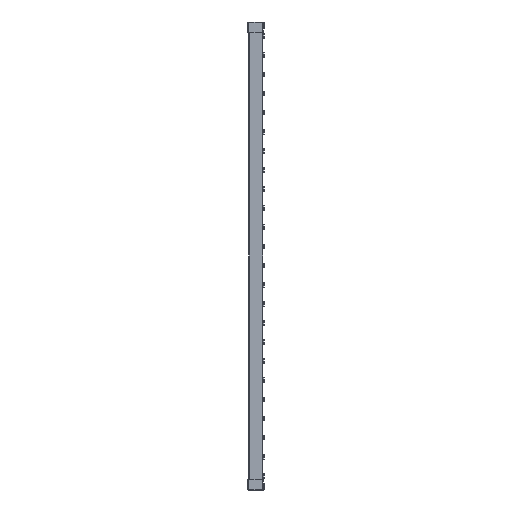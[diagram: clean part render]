
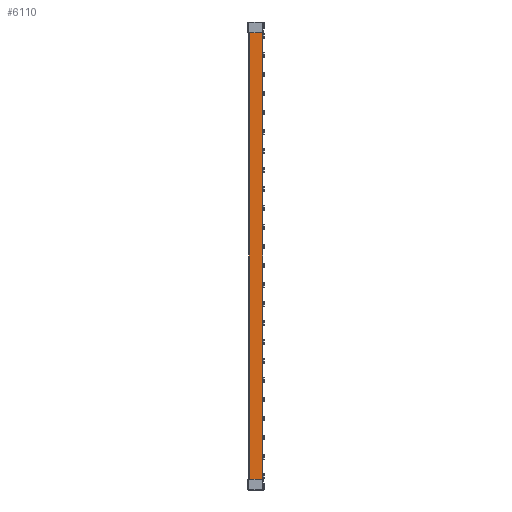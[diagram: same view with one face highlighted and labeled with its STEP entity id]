
A CAD part, front view. The second image highlights one B-rep face of the part: STEP entity #6110.
In plain terms, the highlighted planar face has unit normal (0, -1, 0).
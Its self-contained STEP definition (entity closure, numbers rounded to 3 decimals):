
#2745 = ORIENTED_EDGE ( 'NONE', *, *, #19059, .T. ) ;
#2784 = ORIENTED_EDGE ( 'NONE', *, *, #19070, .F. ) ;
#2809 = ORIENTED_EDGE ( 'NONE', *, *, #19067, .T. ) ;
#2812 = ORIENTED_EDGE ( 'NONE', *, *, #26530, .F. ) ;
#3293 = EDGE_LOOP ( 'NONE', ( #2812, #2809, #2745, #2784 ) ) ;
#3785 = AXIS2_PLACEMENT_3D ( 'NONE', #27610, #27608, #27628 ) ;
#6110 = ADVANCED_FACE ( 'NONE', ( #27594 ), #27615, .F. ) ;
#8633 = LINE ( 'NONE', #8802, #9920 ) ;
#8720 = CARTESIAN_POINT ( 'NONE',  ( 0., 0., 219. ) ) ;
#8722 = DIRECTION ( 'NONE',  ( 0., 0., -1. ) ) ;
#8757 = CARTESIAN_POINT ( 'NONE',  ( 11.802, 0., 219. ) ) ;
#8760 = DIRECTION ( 'NONE',  ( 0., 0., -1. ) ) ;
#8765 = LINE ( 'NONE', #8757, #9907 ) ;
#8776 = DIRECTION ( 'NONE',  ( 1., 0., 0. ) ) ;
#8802 = CARTESIAN_POINT ( 'NONE',  ( -0.5, 0., -200.9 ) ) ;
#8816 = LINE ( 'NONE', #8720, #10888 ) ;
#9423 = CARTESIAN_POINT ( 'NONE',  ( 11.802, 0., -200.9 ) ) ;
#9554 = CARTESIAN_POINT ( 'NONE',  ( 0., 0., -200.9 ) ) ;
#9907 = VECTOR ( 'NONE', #8760, 1000. ) ;
#9920 = VECTOR ( 'NONE', #8776, 1000. ) ;
#10381 = CARTESIAN_POINT ( 'NONE',  ( 0., 0., 209.9 ) ) ;
#10888 = VECTOR ( 'NONE', #8722, 1000. ) ;
#12747 = CARTESIAN_POINT ( 'NONE',  ( 11.802, 0., 209.9 ) ) ;
#19059 = EDGE_CURVE ( 'NONE', #35897, #35845, #8633, .T. ) ;
#19067 = EDGE_CURVE ( 'NONE', #35110, #35897, #8816, .T. ) ;
#19070 = EDGE_CURVE ( 'NONE', #35244, #35845, #8765, .T. ) ;
#25695 = CARTESIAN_POINT ( 'NONE',  ( -0.5, 0., 209.9 ) ) ;
#25725 = LINE ( 'NONE', #25695, #30861 ) ;
#25745 = DIRECTION ( 'NONE',  ( 1., 0., 0. ) ) ;
#26530 = EDGE_CURVE ( 'NONE', #35110, #35244, #25725, .T. ) ;
#27594 = FACE_OUTER_BOUND ( 'NONE', #3293, .T. ) ;
#27608 = DIRECTION ( 'NONE',  ( 0., 1., 0. ) ) ;
#27610 = CARTESIAN_POINT ( 'NONE',  ( 0., 0., 219. ) ) ;
#27615 = PLANE ( 'NONE',  #3785 ) ;
#27628 = DIRECTION ( 'NONE',  ( -1., 0., 0. ) ) ;
#30861 = VECTOR ( 'NONE', #25745, 1000. ) ;
#35110 = VERTEX_POINT ( 'NONE', #10381 ) ;
#35244 = VERTEX_POINT ( 'NONE', #12747 ) ;
#35845 = VERTEX_POINT ( 'NONE', #9423 ) ;
#35897 = VERTEX_POINT ( 'NONE', #9554 ) ;
